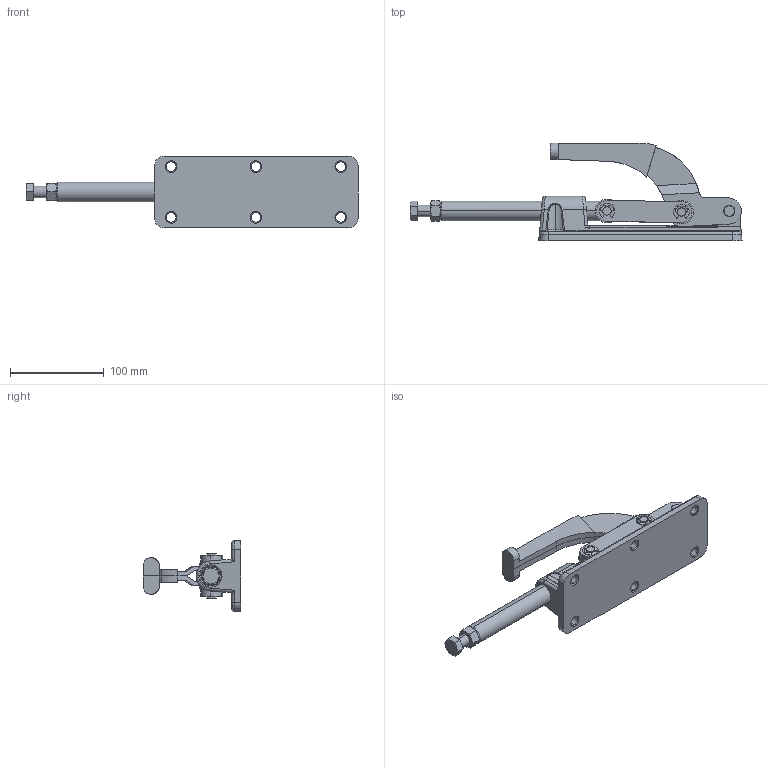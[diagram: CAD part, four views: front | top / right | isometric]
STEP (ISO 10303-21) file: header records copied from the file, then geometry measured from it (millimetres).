
FILE_DESCRIPTION (( 'STEP AP214' ), '1' );
FILE_NAME ('GH-36340M(Â²¤Æ).STEP', '2020-10-26T01:30:20', ( 'LinWei' ), ( '' ), 'SwSTEP 2.0', 'SolidWorks 2016', '' );
FILE_SCHEMA (( 'AUTOMOTIVE_DESIGN' ));
Length unit declared in the file: millimetre
Products named in the file (6): GH-36340M(簡化); 43634032-1^GH-36340M(簡化); 33634013-1^GH-36340M(簡化); Group5^GH-36340M(簡化); Group2^GH-36340M(簡化); Group1^GH-36340M(簡化)
Assembly tree (5 placements, depth 2):
  GH-36340M(簡化)
    Group1^GH-36340M(簡化)
    Group2^GH-36340M(簡化)
    Group5^GH-36340M(簡化)
    33634013-1^GH-36340M(簡化)
    43634032-1^GH-36340M(簡化)
Bounding box: 353.9 x 104.19 x 76.2 mm (x, y, z)
Volume: 407179.7 mm3; surface area: 109955.5 mm2
Topology: 5 solids, 5 shells, 402 faces, 1039 edges, 636 vertices
Faces by surface type: cylinder 176, plane 124, cone 62, bspline 31, torus 7, sphere 2
Entity records: 15343 total; most frequent: CARTESIAN_POINT 4349, DIRECTION 2114, ORIENTED_EDGE 2066, EDGE_CURVE 1033, AXIS2_PLACEMENT_3D 821, VERTEX_POINT 636, VECTOR 472, LINE 472
